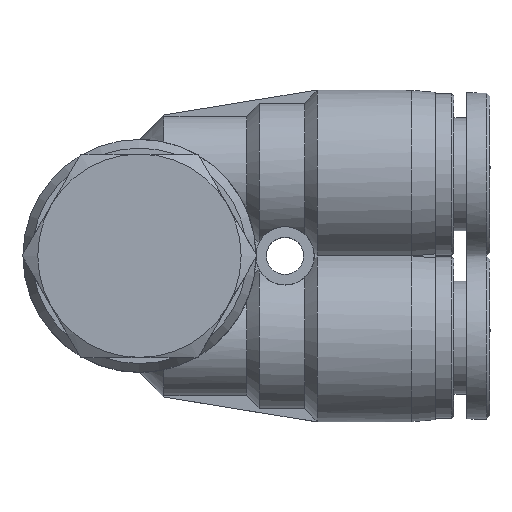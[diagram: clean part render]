
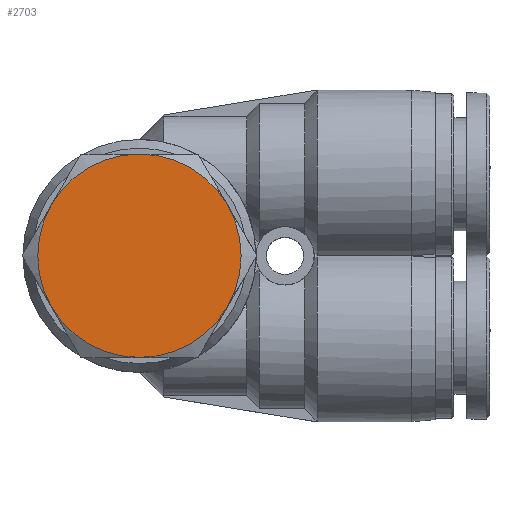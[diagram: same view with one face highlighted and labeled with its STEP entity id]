
A CAD part, top view. The second image highlights one B-rep face of the part: STEP entity #2703.
In plain terms, the highlighted face is planar.
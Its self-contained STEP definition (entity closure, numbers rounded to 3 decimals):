
#2220=CARTESIAN_POINT('',(0.,-7.56,-4.365));
#2221=VERTEX_POINT('',#2220);
#2235=CARTESIAN_POINT('',(0.,-7.56,4.365));
#2236=VERTEX_POINT('',#2235);
#2250=CARTESIAN_POINT('',(0.,0.,0.0));
#2251=DIRECTION('',(-1.0,0.0,0.0));
#2252=DIRECTION('',(0.0,1.0,0.0));
#2253=AXIS2_PLACEMENT_3D('',#2250,#2251,#2252);
#2254=CIRCLE('',#2253,8.73);
#2255=EDGE_CURVE('',#2221,#2236,#2254,.T.);
#2267=CARTESIAN_POINT('',(0.,0.,-8.73));
#2268=VERTEX_POINT('',#2267);
#2295=CARTESIAN_POINT('',(0.,0.,0.0));
#2296=DIRECTION('',(-1.0,0.0,0.0));
#2297=DIRECTION('',(0.0,1.0,0.0));
#2298=AXIS2_PLACEMENT_3D('',#2295,#2296,#2297);
#2299=CIRCLE('',#2298,8.73);
#2300=EDGE_CURVE('',#2268,#2221,#2299,.T.);
#2312=CARTESIAN_POINT('',(0.,7.56,-4.365));
#2313=VERTEX_POINT('',#2312);
#2340=CARTESIAN_POINT('',(0.,0.,0.0));
#2341=DIRECTION('',(-1.0,0.0,0.0));
#2342=DIRECTION('',(0.0,1.0,0.0));
#2343=AXIS2_PLACEMENT_3D('',#2340,#2341,#2342);
#2344=CIRCLE('',#2343,8.73);
#2345=EDGE_CURVE('',#2313,#2268,#2344,.T.);
#2370=CARTESIAN_POINT('',(0.,7.56,4.365));
#2371=VERTEX_POINT('',#2370);
#2372=CARTESIAN_POINT('',(0.,0.,0.0));
#2373=DIRECTION('',(-1.0,0.0,0.0));
#2374=DIRECTION('',(0.0,1.0,0.0));
#2375=AXIS2_PLACEMENT_3D('',#2372,#2373,#2374);
#2376=CIRCLE('',#2375,8.73);
#2377=EDGE_CURVE('',#2371,#2313,#2376,.T.);
#2415=CARTESIAN_POINT('',(0.,0.,8.73));
#2416=VERTEX_POINT('',#2415);
#2417=CARTESIAN_POINT('',(0.,0.,0.0));
#2418=DIRECTION('',(-1.0,0.0,0.0));
#2419=DIRECTION('',(0.0,1.0,0.0));
#2420=AXIS2_PLACEMENT_3D('',#2417,#2418,#2419);
#2421=CIRCLE('',#2420,8.73);
#2422=EDGE_CURVE('',#2416,#2371,#2421,.T.);
#2460=CARTESIAN_POINT('',(0.,0.,0.0));
#2461=DIRECTION('',(-1.0,0.0,0.0));
#2462=DIRECTION('',(0.0,1.0,0.0));
#2463=AXIS2_PLACEMENT_3D('',#2460,#2461,#2462);
#2464=CIRCLE('',#2463,8.73);
#2465=EDGE_CURVE('',#2236,#2416,#2464,.T.);
#2690=CARTESIAN_POINT('',(0.,4.365,0.0));
#2691=DIRECTION('',(-1.0,0.0,0.0));
#2692=DIRECTION('',(0.0,0.0,1.0));
#2693=AXIS2_PLACEMENT_3D('',#2690,#2691,#2692);
#2694=PLANE('',#2693);
#2695=ORIENTED_EDGE('',*,*,#2465,.T.);
#2696=ORIENTED_EDGE('',*,*,#2422,.T.);
#2697=ORIENTED_EDGE('',*,*,#2377,.T.);
#2698=ORIENTED_EDGE('',*,*,#2345,.T.);
#2699=ORIENTED_EDGE('',*,*,#2300,.T.);
#2700=ORIENTED_EDGE('',*,*,#2255,.T.);
#2701=EDGE_LOOP('',(#2695,#2696,#2697,#2698,#2699,#2700));
#2702=FACE_OUTER_BOUND('',#2701,.T.);
#2703=ADVANCED_FACE('',(#2702),#2694,.T.);
